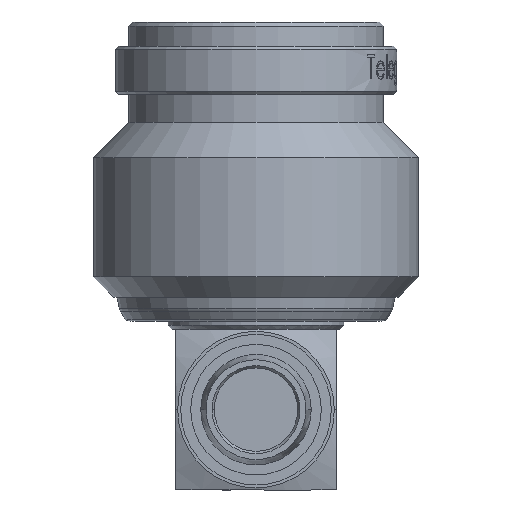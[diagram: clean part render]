
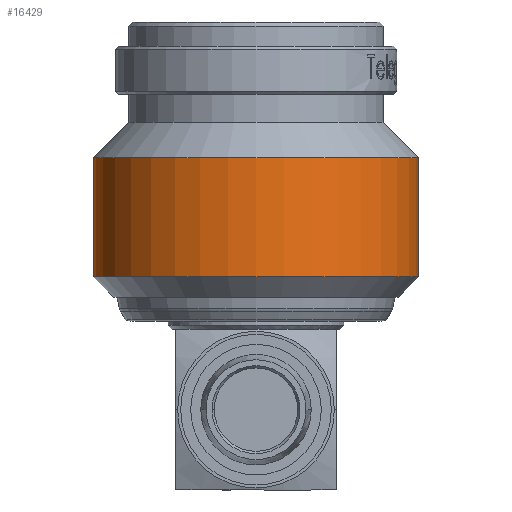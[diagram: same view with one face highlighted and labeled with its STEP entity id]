
A CAD part, front view. The second image highlights one B-rep face of the part: STEP entity #16429.
In plain terms, the highlighted cylindrical face has radius 8.1 mm (diameter 16.2 mm), a partial arc.
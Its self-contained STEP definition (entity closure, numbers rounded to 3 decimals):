
#291 = CARTESIAN_POINT ( 'NONE',  ( -8.1, 0., -5.45 ) ) ;
#885 = CARTESIAN_POINT ( 'NONE',  ( 0., 0., 1.3 ) ) ;
#894 = VERTEX_POINT ( 'NONE', #18825 ) ;
#947 = DIRECTION ( 'NONE',  ( 1., 0., 0. ) ) ;
#2094 = ORIENTED_EDGE ( 'NONE', *, *, #10978, .F. ) ;
#3198 = EDGE_CURVE ( 'NONE', #9510, #17810, #17887, .T. ) ;
#3546 = CIRCLE ( 'NONE', #17354, 8.1 ) ;
#4387 = FACE_OUTER_BOUND ( 'NONE', #5272, .T. ) ;
#5272 = EDGE_LOOP ( 'NONE', ( #2094, #6087, #16512, #10691 ) ) ;
#5413 = CARTESIAN_POINT ( 'NONE',  ( 0., 0., -5.45 ) ) ;
#5505 = CARTESIAN_POINT ( 'NONE',  ( 0., 0., -11.375 ) ) ;
#5862 = EDGE_CURVE ( 'NONE', #7951, #894, #3546, .T. ) ;
#6087 = ORIENTED_EDGE ( 'NONE', *, *, #3198, .T. ) ;
#6893 = DIRECTION ( 'NONE',  ( 1., 0., 0. ) ) ;
#6974 = DIRECTION ( 'NONE',  ( 1., 0., 0. ) ) ;
#7931 = AXIS2_PLACEMENT_3D ( 'NONE', #885, #12520, #947 ) ;
#7951 = VERTEX_POINT ( 'NONE', #291 ) ;
#7975 = VECTOR ( 'NONE', #8908, 1000. ) ;
#8908 = DIRECTION ( 'NONE',  ( 0., 0., 1. ) ) ;
#9069 = DIRECTION ( 'NONE',  ( 0., 0., 1. ) ) ;
#9192 = AXIS2_PLACEMENT_3D ( 'NONE', #5505, #15665, #6974 ) ;
#9510 = VERTEX_POINT ( 'NONE', #14164 ) ;
#10691 = ORIENTED_EDGE ( 'NONE', *, *, #5862, .F. ) ;
#10978 = EDGE_CURVE ( 'NONE', #9510, #7951, #15089, .T. ) ;
#11218 = VECTOR ( 'NONE', #9069, 1000. ) ;
#12079 = EDGE_CURVE ( 'NONE', #17810, #894, #12281, .T. ) ;
#12281 = LINE ( 'NONE', #13279, #7975 ) ;
#12520 = DIRECTION ( 'NONE',  ( 0., 0., 1. ) ) ;
#13279 = CARTESIAN_POINT ( 'NONE',  ( 8.1, 0., 1.3 ) ) ;
#13380 = CARTESIAN_POINT ( 'NONE',  ( -8.1, 0., 1.3 ) ) ;
#13822 = CARTESIAN_POINT ( 'NONE',  ( 8.1, 0., -11.375 ) ) ;
#14164 = CARTESIAN_POINT ( 'NONE',  ( -8.1, 0., -11.375 ) ) ;
#15089 = LINE ( 'NONE', #13380, #11218 ) ;
#15576 = DIRECTION ( 'NONE',  ( 0., 0., 1. ) ) ;
#15665 = DIRECTION ( 'NONE',  ( 0., 0., 1. ) ) ;
#16429 = ADVANCED_FACE ( 'NONE', ( #4387 ), #17576, .T. ) ;
#16512 = ORIENTED_EDGE ( 'NONE', *, *, #12079, .T. ) ;
#17354 = AXIS2_PLACEMENT_3D ( 'NONE', #5413, #15576, #6893 ) ;
#17576 = CYLINDRICAL_SURFACE ( 'NONE', #7931, 8.1 ) ;
#17810 = VERTEX_POINT ( 'NONE', #13822 ) ;
#17887 = CIRCLE ( 'NONE', #9192, 8.1 ) ;
#18825 = CARTESIAN_POINT ( 'NONE',  ( 8.1, 0., -5.45 ) ) ;
